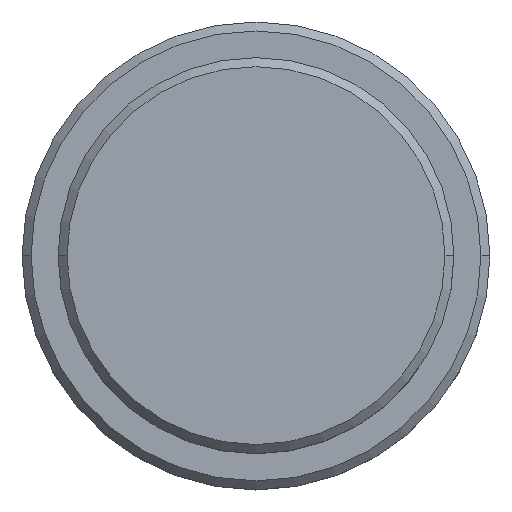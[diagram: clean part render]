
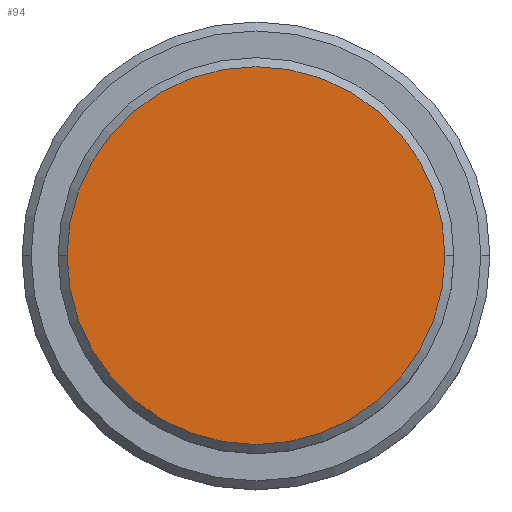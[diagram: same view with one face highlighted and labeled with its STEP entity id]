
A CAD part, top view. The second image highlights one B-rep face of the part: STEP entity #94.
In plain terms, the highlighted planar face has unit normal (0, 0, 1).
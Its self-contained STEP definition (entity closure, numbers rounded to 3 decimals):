
#40 = VERTEX_POINT ( 'NONE', #963 ) ;
#94 = ADVANCED_FACE ( 'NONE', ( #1168 ), #1155, .T. ) ;
#198 = DIRECTION ( 'NONE',  ( 0., 0., 1. ) ) ;
#234 = EDGE_CURVE ( 'NONE', #404, #40, #385, .T. ) ;
#299 = CARTESIAN_POINT ( 'NONE',  ( 0., 0., 0. ) ) ;
#321 = ORIENTED_EDGE ( 'NONE', *, *, #822, .T. ) ;
#385 = CIRCLE ( 'NONE', #570, 10.5 ) ;
#390 = CARTESIAN_POINT ( 'NONE',  ( -10.5, 0., 0. ) ) ;
#404 = VERTEX_POINT ( 'NONE', #390 ) ;
#430 = DIRECTION ( 'NONE',  ( 0., 0., 1. ) ) ;
#560 = CARTESIAN_POINT ( 'NONE',  ( 0., 0., 0. ) ) ;
#561 = EDGE_LOOP ( 'NONE', ( #1093, #321 ) ) ;
#570 = AXIS2_PLACEMENT_3D ( 'NONE', #560, #1111, #1318 ) ;
#618 = CARTESIAN_POINT ( 'NONE',  ( 0., 0., 0. ) ) ;
#822 = EDGE_CURVE ( 'NONE', #40, #404, #1071, .T. ) ;
#924 = DIRECTION ( 'NONE',  ( 1., 0., 0. ) ) ;
#963 = CARTESIAN_POINT ( 'NONE',  ( 10.5, 0., 0. ) ) ;
#1058 = DIRECTION ( 'NONE',  ( 1., 0., 0. ) ) ;
#1071 = CIRCLE ( 'NONE', #1113, 10.5 ) ;
#1093 = ORIENTED_EDGE ( 'NONE', *, *, #234, .T. ) ;
#1111 = DIRECTION ( 'NONE',  ( 0., 0., 1. ) ) ;
#1113 = AXIS2_PLACEMENT_3D ( 'NONE', #299, #198, #924 ) ;
#1155 = PLANE ( 'NONE',  #1206 ) ;
#1168 = FACE_OUTER_BOUND ( 'NONE', #561, .T. ) ;
#1206 = AXIS2_PLACEMENT_3D ( 'NONE', #618, #430, #1058 ) ;
#1318 = DIRECTION ( 'NONE',  ( 1., 0., 0. ) ) ;
